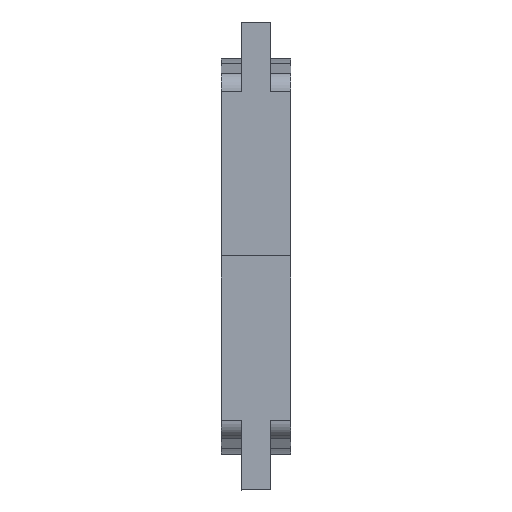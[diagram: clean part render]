
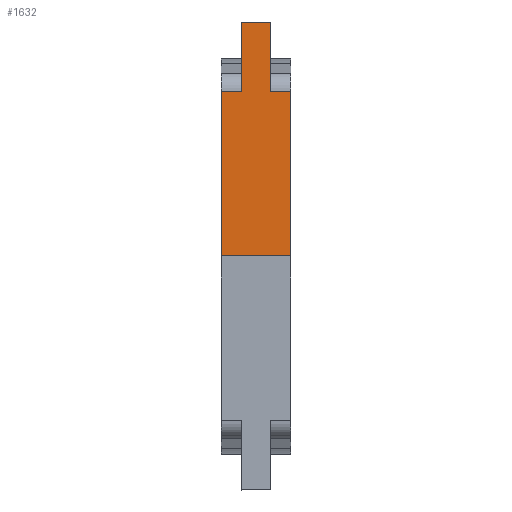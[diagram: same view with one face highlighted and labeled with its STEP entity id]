
A CAD part, top view. The second image highlights one B-rep face of the part: STEP entity #1632.
In plain terms, the highlighted planar face has unit normal (0, 0, 1).
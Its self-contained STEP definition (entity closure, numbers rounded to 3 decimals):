
#1589=AXIS2_PLACEMENT_3D('Plane Axis2P3D',#1586,#1587,#1588) ;
#559=CARTESIAN_POINT('Vertex',(1.9,10.908,12.5)) ;
#562=CARTESIAN_POINT('Line Origine',(1.9,8.654,12.5)) ;
#566=CARTESIAN_POINT('Vertex',(1.9,6.4,12.5)) ;
#991=CARTESIAN_POINT('Vertex',(0.,6.4,12.5)) ;
#994=CARTESIAN_POINT('Line Origine',(0.,8.654,12.5)) ;
#998=CARTESIAN_POINT('Vertex',(0.,10.908,12.5)) ;
#1567=CARTESIAN_POINT('Line Origine',(0.95,10.908,12.5)) ;
#1571=CARTESIAN_POINT('Vertex',(1.35,10.908,12.5)) ;
#1586=CARTESIAN_POINT('Axis2P3D Location',(0.,6.4,12.5)) ;
#1591=CARTESIAN_POINT('Line Origine',(0.275,10.908,12.5)) ;
#1595=CARTESIAN_POINT('Vertex',(0.55,10.908,12.5)) ;
#1598=CARTESIAN_POINT('Line Origine',(0.95,6.4,12.5)) ;
#1603=CARTESIAN_POINT('Line Origine',(1.35,11.854,12.5)) ;
#1607=CARTESIAN_POINT('Vertex',(1.35,12.8,12.5)) ;
#1610=CARTESIAN_POINT('Line Origine',(0.95,12.8,12.5)) ;
#1614=CARTESIAN_POINT('Vertex',(0.55,12.8,12.5)) ;
#1617=CARTESIAN_POINT('Line Origine',(0.55,11.854,12.5)) ;
#563=DIRECTION('Vector Direction',(0.,1.,0.)) ;
#995=DIRECTION('Vector Direction',(0.,1.,0.)) ;
#1568=DIRECTION('Vector Direction',(1.,0.,0.)) ;
#1587=DIRECTION('Axis2P3D Direction',(0.,0.,1.)) ;
#1588=DIRECTION('Axis2P3D XDirection',(0.,-1.,0.)) ;
#1592=DIRECTION('Vector Direction',(1.,0.,0.)) ;
#1599=DIRECTION('Vector Direction',(1.,0.,0.)) ;
#1604=DIRECTION('Vector Direction',(0.,-1.,0.)) ;
#1611=DIRECTION('Vector Direction',(-1.,0.,0.)) ;
#1618=DIRECTION('Vector Direction',(0.,-1.,0.)) ;
#564=VECTOR('Line Direction',#563,1.) ;
#996=VECTOR('Line Direction',#995,1.) ;
#1569=VECTOR('Line Direction',#1568,1.) ;
#1593=VECTOR('Line Direction',#1592,1.) ;
#1600=VECTOR('Line Direction',#1599,1.) ;
#1605=VECTOR('Line Direction',#1604,1.) ;
#1612=VECTOR('Line Direction',#1611,1.) ;
#1619=VECTOR('Line Direction',#1618,1.) ;
#1623=ORIENTED_EDGE('',*,*,#1597,.F.) ;
#1624=ORIENTED_EDGE('',*,*,#1000,.T.) ;
#1625=ORIENTED_EDGE('',*,*,#1602,.T.) ;
#1626=ORIENTED_EDGE('',*,*,#568,.F.) ;
#1627=ORIENTED_EDGE('',*,*,#1573,.F.) ;
#1628=ORIENTED_EDGE('',*,*,#1609,.F.) ;
#1629=ORIENTED_EDGE('',*,*,#1616,.T.) ;
#1630=ORIENTED_EDGE('',*,*,#1621,.T.) ;
#1632=ADVANCED_FACE('Hauptkoerper',(#1631),#1590,.T.) ;
#568=EDGE_CURVE('',#560,#567,#565,.F.) ;
#1000=EDGE_CURVE('',#999,#992,#997,.F.) ;
#1573=EDGE_CURVE('',#1572,#560,#1570,.T.) ;
#1597=EDGE_CURVE('',#999,#1596,#1594,.T.) ;
#1602=EDGE_CURVE('',#992,#567,#1601,.T.) ;
#1609=EDGE_CURVE('',#1608,#1572,#1606,.T.) ;
#1616=EDGE_CURVE('',#1608,#1615,#1613,.T.) ;
#1621=EDGE_CURVE('',#1615,#1596,#1620,.T.) ;
#1622=EDGE_LOOP('',(#1623,#1624,#1625,#1626,#1627,#1628,#1629,#1630)) ;
#1631=FACE_OUTER_BOUND('',#1622,.T.) ;
#565=LINE('Line',#562,#564) ;
#997=LINE('Line',#994,#996) ;
#1570=LINE('Line',#1567,#1569) ;
#1594=LINE('Line',#1591,#1593) ;
#1601=LINE('Line',#1598,#1600) ;
#1606=LINE('Line',#1603,#1605) ;
#1613=LINE('Line',#1610,#1612) ;
#1620=LINE('Line',#1617,#1619) ;
#1590=PLANE('',#1589) ;
#560=VERTEX_POINT('',#559) ;
#567=VERTEX_POINT('',#566) ;
#992=VERTEX_POINT('',#991) ;
#999=VERTEX_POINT('',#998) ;
#1572=VERTEX_POINT('',#1571) ;
#1596=VERTEX_POINT('',#1595) ;
#1608=VERTEX_POINT('',#1607) ;
#1615=VERTEX_POINT('',#1614) ;
